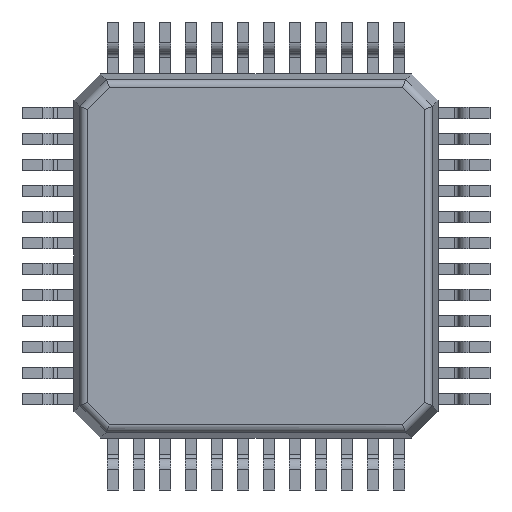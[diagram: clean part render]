
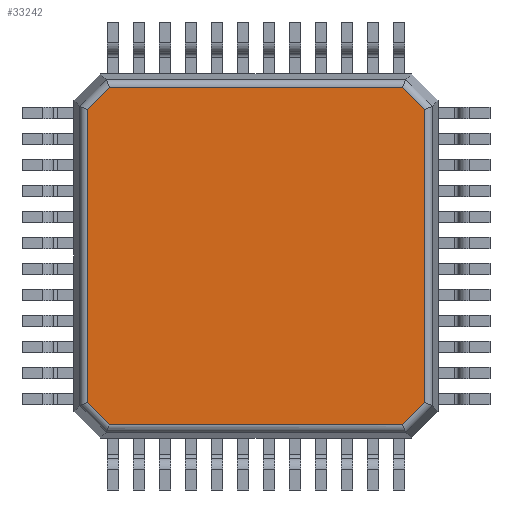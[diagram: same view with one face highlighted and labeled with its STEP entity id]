
A CAD part, front view. The second image highlights one B-rep face of the part: STEP entity #33242.
In plain terms, the highlighted planar face has unit normal (0, -1, 0).
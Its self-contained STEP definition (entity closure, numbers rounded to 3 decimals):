
#261 = VECTOR ( 'NONE', #32814, 1000. ) ;
#931 = VECTOR ( 'NONE', #33573, 1000. ) ;
#1358 = CARTESIAN_POINT ( 'NONE',  ( 6.743, 0., -6.318 ) ) ;
#1730 = EDGE_CURVE ( 'NONE', #2327, #17388, #28621, .T. ) ;
#1808 = CARTESIAN_POINT ( 'NONE',  ( 6.318, 0., -0.257 ) ) ;
#1826 = ORIENTED_EDGE ( 'NONE', *, *, #18278, .F. ) ;
#2327 = VERTEX_POINT ( 'NONE', #2716 ) ;
#2492 = VECTOR ( 'NONE', #26092, 1000. ) ;
#2645 = EDGE_CURVE ( 'NONE', #4744, #2327, #15692, .T. ) ;
#2716 = CARTESIAN_POINT ( 'NONE',  ( 6.318, 0., -6.743 ) ) ;
#2902 = CARTESIAN_POINT ( 'NONE',  ( 6.743, 0., -0.682 ) ) ;
#3966 = LINE ( 'NONE', #22607, #261 ) ;
#4744 = VERTEX_POINT ( 'NONE', #1358 ) ;
#5105 = ORIENTED_EDGE ( 'NONE', *, *, #14134, .F. ) ;
#5836 = VERTEX_POINT ( 'NONE', #2902 ) ;
#6041 = VECTOR ( 'NONE', #7279, 1000. ) ;
#7279 = DIRECTION ( 'NONE',  ( 0.707, 0., -0.707 ) ) ;
#7990 = VECTOR ( 'NONE', #22433, 1000. ) ;
#9482 = CARTESIAN_POINT ( 'NONE',  ( 3.5, 0., -6.743 ) ) ;
#9866 = ORIENTED_EDGE ( 'NONE', *, *, #22428, .F. ) ;
#10795 = DIRECTION ( 'NONE',  ( 0., 1., 0. ) ) ;
#12887 = LINE ( 'NONE', #1808, #6041 ) ;
#14134 = EDGE_CURVE ( 'NONE', #30585, #25619, #22256, .T. ) ;
#14393 = CARTESIAN_POINT ( 'NONE',  ( 0.257, 0., -6.318 ) ) ;
#14782 = VECTOR ( 'NONE', #25454, 1000. ) ;
#15353 = EDGE_CURVE ( 'NONE', #17388, #30585, #22473, .T. ) ;
#15377 = LINE ( 'NONE', #28736, #2492 ) ;
#15692 = LINE ( 'NONE', #31713, #33815 ) ;
#16899 = VERTEX_POINT ( 'NONE', #23600 ) ;
#17388 = VERTEX_POINT ( 'NONE', #18425 ) ;
#17715 = LINE ( 'NONE', #30926, #931 ) ;
#18270 = EDGE_LOOP ( 'NONE', ( #19555, #19490, #9866, #30861, #1826, #5105, #27631, #34130 ) ) ;
#18278 = EDGE_CURVE ( 'NONE', #25619, #33069, #3966, .T. ) ;
#18425 = CARTESIAN_POINT ( 'NONE',  ( 0.682, 0., -6.743 ) ) ;
#19408 = EDGE_CURVE ( 'NONE', #5836, #4744, #17715, .T. ) ;
#19490 = ORIENTED_EDGE ( 'NONE', *, *, #19408, .F. ) ;
#19555 = ORIENTED_EDGE ( 'NONE', *, *, #2645, .F. ) ;
#21526 = DIRECTION ( 'NONE',  ( 0., 0., 1. ) ) ;
#22256 = LINE ( 'NONE', #30522, #7990 ) ;
#22428 = EDGE_CURVE ( 'NONE', #16899, #5836, #12887, .T. ) ;
#22433 = DIRECTION ( 'NONE',  ( 0., 0., 1. ) ) ;
#22473 = LINE ( 'NONE', #33203, #14782 ) ;
#22607 = CARTESIAN_POINT ( 'NONE',  ( 0.257, 0., -0.682 ) ) ;
#23302 = CARTESIAN_POINT ( 'NONE',  ( 0.257, 0., -0.682 ) ) ;
#23600 = CARTESIAN_POINT ( 'NONE',  ( 6.318, 0., -0.257 ) ) ;
#24335 = CARTESIAN_POINT ( 'NONE',  ( 3.5, 0., -3.5 ) ) ;
#24718 = EDGE_CURVE ( 'NONE', #33069, #16899, #15377, .T. ) ;
#25454 = DIRECTION ( 'NONE',  ( -0.707, 0., 0.707 ) ) ;
#25619 = VERTEX_POINT ( 'NONE', #23302 ) ;
#26092 = DIRECTION ( 'NONE',  ( 1., 0., 0. ) ) ;
#27631 = ORIENTED_EDGE ( 'NONE', *, *, #15353, .F. ) ;
#27650 = PLANE ( 'NONE',  #31060 ) ;
#28621 = LINE ( 'NONE', #9482, #29860 ) ;
#28736 = CARTESIAN_POINT ( 'NONE',  ( 3.5, 0., -0.257 ) ) ;
#29860 = VECTOR ( 'NONE', #31270, 1000. ) ;
#30522 = CARTESIAN_POINT ( 'NONE',  ( 0.257, 0., -3.5 ) ) ;
#30585 = VERTEX_POINT ( 'NONE', #14393 ) ;
#30861 = ORIENTED_EDGE ( 'NONE', *, *, #24718, .F. ) ;
#30926 = CARTESIAN_POINT ( 'NONE',  ( 6.743, 0., -3.5 ) ) ;
#31060 = AXIS2_PLACEMENT_3D ( 'NONE', #24335, #10795, #21526 ) ;
#31270 = DIRECTION ( 'NONE',  ( -1., 0., 0. ) ) ;
#31369 = DIRECTION ( 'NONE',  ( -0.707, 0., -0.707 ) ) ;
#31713 = CARTESIAN_POINT ( 'NONE',  ( 6.743, 0., -6.318 ) ) ;
#32600 = FACE_OUTER_BOUND ( 'NONE', #18270, .T. ) ;
#32814 = DIRECTION ( 'NONE',  ( 0.707, 0., 0.707 ) ) ;
#33069 = VERTEX_POINT ( 'NONE', #34375 ) ;
#33203 = CARTESIAN_POINT ( 'NONE',  ( 0.682, 0., -6.743 ) ) ;
#33242 = ADVANCED_FACE ( 'NONE', ( #32600 ), #27650, .F. ) ;
#33573 = DIRECTION ( 'NONE',  ( 0., 0., -1. ) ) ;
#33815 = VECTOR ( 'NONE', #31369, 1000. ) ;
#34130 = ORIENTED_EDGE ( 'NONE', *, *, #1730, .F. ) ;
#34375 = CARTESIAN_POINT ( 'NONE',  ( 0.682, 0., -0.257 ) ) ;
